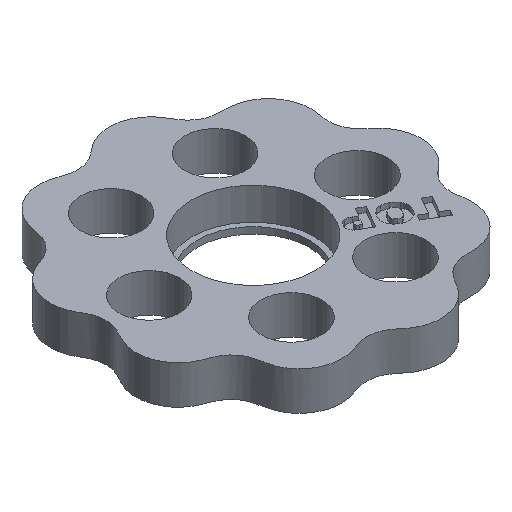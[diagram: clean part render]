
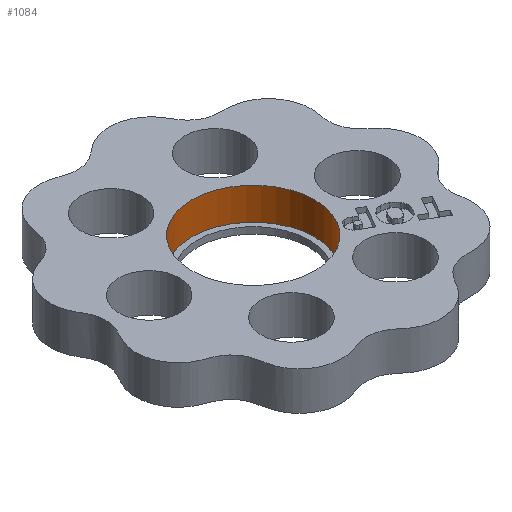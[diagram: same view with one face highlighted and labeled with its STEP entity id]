
A CAD part, isometric view. The second image highlights one B-rep face of the part: STEP entity #1084.
In plain terms, the highlighted cylindrical face has radius 11.95 mm (diameter 23.9 mm), a full revolution.
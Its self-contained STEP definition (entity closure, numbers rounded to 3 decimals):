
#177=LINE('',#3313,#260);
#260=VECTOR('',#1301,11.95);
#269=CYLINDRICAL_SURFACE('',#1132,11.95);
#345=FACE_OUTER_BOUND('',#417,.T.);
#417=EDGE_LOOP('',(#970,#971,#972,#973));
#432=CIRCLE('',#1096,11.95);
#435=CIRCLE('',#1120,11.95);
#448=VERTEX_POINT('',#1332);
#536=VERTEX_POINT('',#3289);
#550=EDGE_CURVE('',#448,#448,#432,.T.);
#681=EDGE_CURVE('',#536,#536,#435,.T.);
#692=EDGE_CURVE('',#536,#448,#177,.T.);
#970=ORIENTED_EDGE('',*,*,#681,.F.);
#971=ORIENTED_EDGE('',*,*,#692,.T.);
#972=ORIENTED_EDGE('',*,*,#550,.T.);
#973=ORIENTED_EDGE('',*,*,#692,.F.);
#1084=ADVANCED_FACE('',(#345),#269,.F.);
#1096=AXIS2_PLACEMENT_3D('',#1333,#1150,#1151);
#1120=AXIS2_PLACEMENT_3D('',#3290,#1273,#1274);
#1132=AXIS2_PLACEMENT_3D('',#3312,#1299,#1300);
#1150=DIRECTION('center_axis',(0.,0.,-1.));
#1151=DIRECTION('ref_axis',(-1.,0.,0.));
#1273=DIRECTION('center_axis',(0.,0.,-1.));
#1274=DIRECTION('ref_axis',(-1.,0.,0.));
#1299=DIRECTION('center_axis',(0.,0.,1.));
#1300=DIRECTION('ref_axis',(-1.,0.,0.));
#1301=DIRECTION('',(0.,0.,-1.));
#1332=CARTESIAN_POINT('',(9.95,0.,10.75));
#1333=CARTESIAN_POINT('Origin',(-2.,0.,10.75));
#3289=CARTESIAN_POINT('',(9.95,0.,17.));
#3290=CARTESIAN_POINT('Origin',(-2.,0.,17.));
#3312=CARTESIAN_POINT('Origin',(-2.,0.,9.5));
#3313=CARTESIAN_POINT('',(9.95,0.,9.5));
